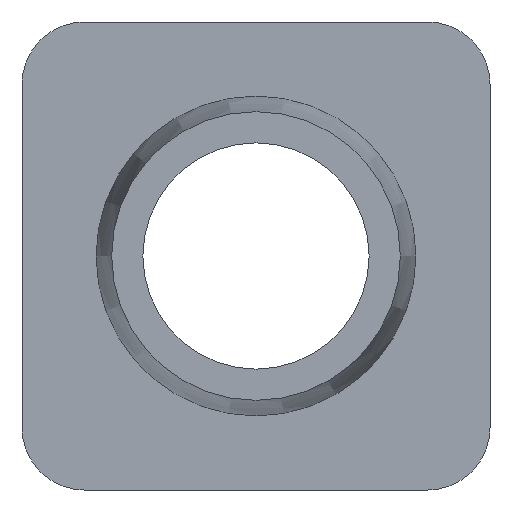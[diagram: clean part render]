
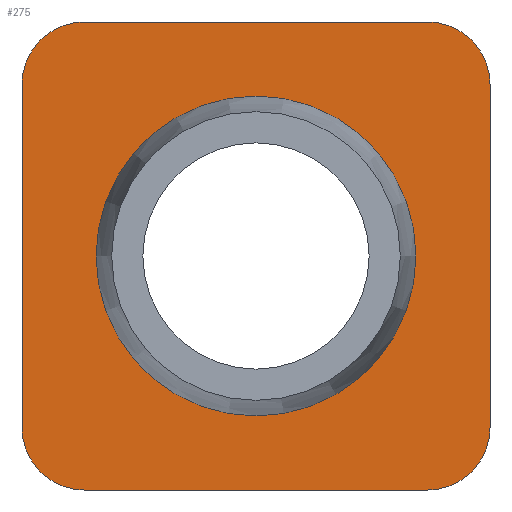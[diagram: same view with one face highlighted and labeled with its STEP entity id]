
A CAD part, front view. The second image highlights one B-rep face of the part: STEP entity #275.
In plain terms, the highlighted planar face has unit normal (0, -1, 0).
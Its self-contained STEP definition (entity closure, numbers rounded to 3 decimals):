
#20=PLANE('',#306);
#31=LINE('',#445,#47);
#34=LINE('',#451,#50);
#35=LINE('',#455,#51);
#36=LINE('',#459,#52);
#47=VECTOR('',#354,10.);
#50=VECTOR('',#359,10.);
#51=VECTOR('',#362,10.);
#52=VECTOR('',#365,10.);
#62=FACE_BOUND('',#96,.T.);
#75=FACE_OUTER_BOUND('',#95,.T.);
#95=EDGE_LOOP('',(#209,#210,#211,#212,#213,#214,#215,#216));
#96=EDGE_LOOP('',(#217));
#124=CIRCLE('',#304,2.);
#125=CIRCLE('',#307,2.);
#126=CIRCLE('',#308,2.);
#127=CIRCLE('',#309,2.);
#128=CIRCLE('',#310,5.125);
#143=VERTEX_POINT('',#438);
#144=VERTEX_POINT('',#440);
#145=VERTEX_POINT('',#444);
#147=VERTEX_POINT('',#450);
#148=VERTEX_POINT('',#452);
#149=VERTEX_POINT('',#454);
#150=VERTEX_POINT('',#456);
#151=VERTEX_POINT('',#458);
#152=VERTEX_POINT('',#461);
#169=EDGE_CURVE('',#143,#144,#124,.T.);
#171=EDGE_CURVE('',#144,#145,#31,.T.);
#174=EDGE_CURVE('',#147,#143,#34,.T.);
#175=EDGE_CURVE('',#148,#147,#125,.T.);
#176=EDGE_CURVE('',#149,#148,#35,.T.);
#177=EDGE_CURVE('',#150,#149,#126,.T.);
#178=EDGE_CURVE('',#151,#150,#36,.T.);
#179=EDGE_CURVE('',#145,#151,#127,.T.);
#180=EDGE_CURVE('',#152,#152,#128,.T.);
#209=ORIENTED_EDGE('',*,*,#169,.F.);
#210=ORIENTED_EDGE('',*,*,#174,.F.);
#211=ORIENTED_EDGE('',*,*,#175,.F.);
#212=ORIENTED_EDGE('',*,*,#176,.F.);
#213=ORIENTED_EDGE('',*,*,#177,.F.);
#214=ORIENTED_EDGE('',*,*,#178,.F.);
#215=ORIENTED_EDGE('',*,*,#179,.F.);
#216=ORIENTED_EDGE('',*,*,#171,.F.);
#217=ORIENTED_EDGE('',*,*,#180,.F.);
#275=ADVANCED_FACE('',(#75,#62),#20,.F.);
#304=AXIS2_PLACEMENT_3D('',#441,#349,#350);
#306=AXIS2_PLACEMENT_3D('',#449,#357,#358);
#307=AXIS2_PLACEMENT_3D('',#453,#360,#361);
#308=AXIS2_PLACEMENT_3D('',#457,#363,#364);
#309=AXIS2_PLACEMENT_3D('',#460,#366,#367);
#310=AXIS2_PLACEMENT_3D('',#462,#368,#369);
#349=DIRECTION('center_axis',(0.,1.,0.));
#350=DIRECTION('ref_axis',(0.707,0.,0.707));
#354=DIRECTION('',(0.,0.,-1.));
#357=DIRECTION('center_axis',(0.,1.,0.));
#358=DIRECTION('ref_axis',(0.,0.,1.));
#359=DIRECTION('',(1.,0.,0.));
#360=DIRECTION('center_axis',(0.,1.,0.));
#361=DIRECTION('ref_axis',(-0.707,0.,0.707));
#362=DIRECTION('',(0.,0.,1.));
#363=DIRECTION('center_axis',(0.,1.,0.));
#364=DIRECTION('ref_axis',(-0.707,0.,-0.707));
#365=DIRECTION('',(-1.,0.,0.));
#366=DIRECTION('center_axis',(0.,1.,0.));
#367=DIRECTION('ref_axis',(0.707,0.,-0.707));
#368=DIRECTION('center_axis',(0.,-1.,0.));
#369=DIRECTION('ref_axis',(1.,0.,0.));
#438=CARTESIAN_POINT('',(5.5,20.,7.5));
#440=CARTESIAN_POINT('',(7.5,20.,5.5));
#441=CARTESIAN_POINT('Origin',(5.5,20.,5.5));
#444=CARTESIAN_POINT('',(7.5,20.,-5.5));
#445=CARTESIAN_POINT('',(7.5,20.,7.5));
#449=CARTESIAN_POINT('Origin',(0.,20.,0.));
#450=CARTESIAN_POINT('',(-5.5,20.,7.5));
#451=CARTESIAN_POINT('',(-7.5,20.,7.5));
#452=CARTESIAN_POINT('',(-7.5,20.,5.5));
#453=CARTESIAN_POINT('Origin',(-5.5,20.,5.5));
#454=CARTESIAN_POINT('',(-7.5,20.,-5.5));
#455=CARTESIAN_POINT('',(-7.5,20.,-7.5));
#456=CARTESIAN_POINT('',(-5.5,20.,-7.5));
#457=CARTESIAN_POINT('Origin',(-5.5,20.,-5.5));
#458=CARTESIAN_POINT('',(5.5,20.,-7.5));
#459=CARTESIAN_POINT('',(7.5,20.,-7.5));
#460=CARTESIAN_POINT('Origin',(5.5,20.,-5.5));
#461=CARTESIAN_POINT('',(5.125,20.,0.));
#462=CARTESIAN_POINT('Origin',(0.,20.,0.));
